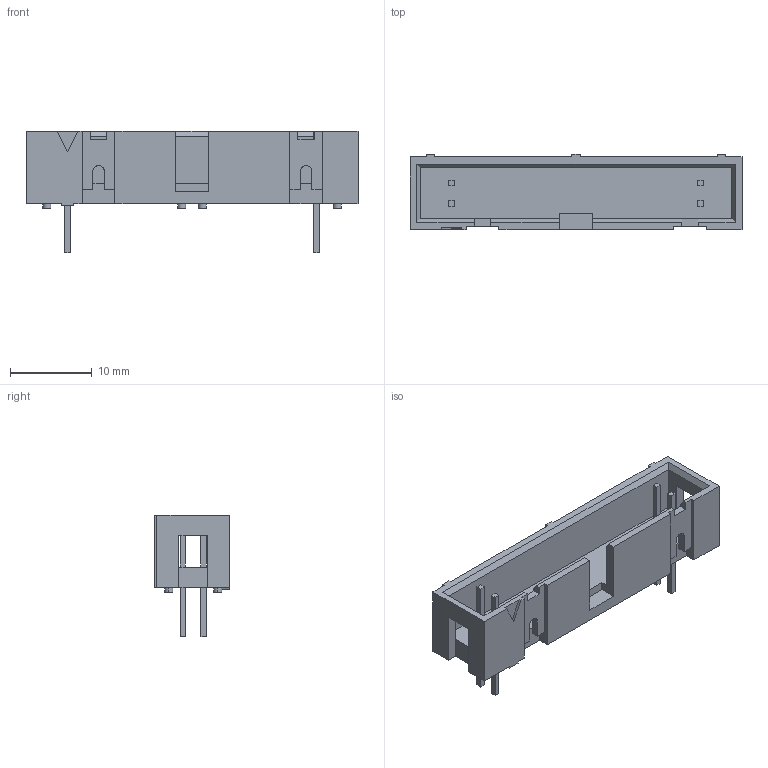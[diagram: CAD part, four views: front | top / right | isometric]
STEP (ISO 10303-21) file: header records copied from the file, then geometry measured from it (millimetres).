
FILE_DESCRIPTION(('STEP AP214'),'1');
FILE_NAME(' ',' ',('TraceParts'),('TraceParts S.A.'),'XStep 1.0',' ',' ');
FILE_SCHEMA(('automotive_design'));
Length unit declared in the file: millimetre
Products named in the file (1): R2
Bounding box: 40.64 x 9.2 x 14.9 mm (x, y, z)
Volume: 1560.5 mm3; surface area: 2254.6 mm2
Topology: 1 solids, 1 shells, 135 faces, 369 edges, 242 vertices
Faces by surface type: bspline 135
Entity records: 8305 total; most frequent: CARTESIAN_POINT 1737, PRESENTATION_STYLE_ASSIGNMENT 788, COLOUR_RGB 788, STYLED_ITEM 747, ORIENTED_EDGE 738, CURVE_STYLE 410, DRAUGHTING_PRE_DEFINED_CURVE_FONT 410, EDGE_CURVE 369
